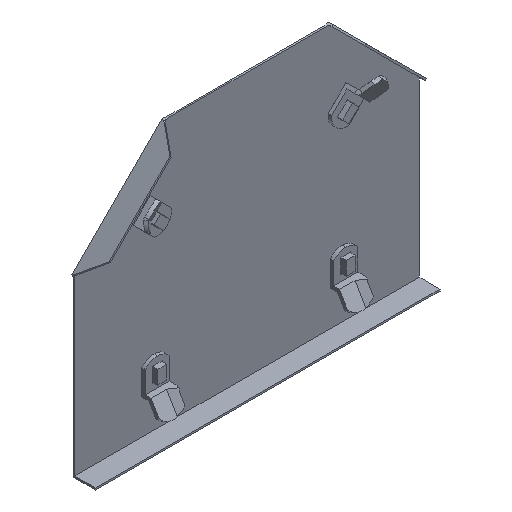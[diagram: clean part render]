
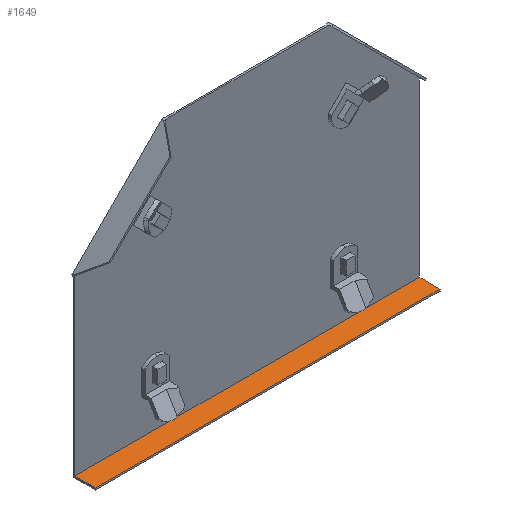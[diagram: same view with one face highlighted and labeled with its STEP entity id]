
A CAD part, isometric view. The second image highlights one B-rep face of the part: STEP entity #1649.
In plain terms, the highlighted planar face has unit normal (0, 0, 1).
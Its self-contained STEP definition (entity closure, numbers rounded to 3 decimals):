
#70 = VECTOR ( 'NONE', #1372, 1000. ) ;
#93 = CARTESIAN_POINT ( 'NONE',  ( -100., 69.599, -70.4 ) ) ;
#177 = VECTOR ( 'NONE', #2684, 1000. ) ;
#190 = CARTESIAN_POINT ( 'NONE',  ( 0., 69.599, -70.4 ) ) ;
#248 = LINE ( 'NONE', #2879, #70 ) ;
#268 = CARTESIAN_POINT ( 'NONE',  ( 100., -2., -70.4 ) ) ;
#270 = VERTEX_POINT ( 'NONE', #2166 ) ;
#317 = DIRECTION ( 'NONE',  ( 0., 1., 0. ) ) ;
#350 = EDGE_CURVE ( 'NONE', #2063, #1779, #2258, .T. ) ;
#407 = EDGE_CURVE ( 'NONE', #442, #2769, #248, .T. ) ;
#442 = VERTEX_POINT ( 'NONE', #1107 ) ;
#495 = LINE ( 'NONE', #1761, #648 ) ;
#584 = DIRECTION ( 'NONE',  ( -1., 0., 0. ) ) ;
#648 = VECTOR ( 'NONE', #2686, 1000. ) ;
#649 = PLANE ( 'NONE',  #2841 ) ;
#657 = DIRECTION ( 'NONE',  ( 0., 0., 1. ) ) ;
#775 = VECTOR ( 'NONE', #317, 1000. ) ;
#859 = EDGE_LOOP ( 'NONE', ( #1876, #917, #2135, #2728, #2210, #1143 ) ) ;
#917 = ORIENTED_EDGE ( 'NONE', *, *, #1958, .T. ) ;
#1018 = FACE_OUTER_BOUND ( 'NONE', #859, .T. ) ;
#1050 = CARTESIAN_POINT ( 'NONE',  ( 0., -1., -70.4 ) ) ;
#1107 = CARTESIAN_POINT ( 'NONE',  ( -100., -13.001, -70.4 ) ) ;
#1143 = ORIENTED_EDGE ( 'NONE', *, *, #2763, .F. ) ;
#1367 = CARTESIAN_POINT ( 'NONE',  ( 100., 116.957, -70.4 ) ) ;
#1372 = DIRECTION ( 'NONE',  ( 0., 1., 0. ) ) ;
#1584 = CARTESIAN_POINT ( 'NONE',  ( 100., -1., -70.4 ) ) ;
#1649 = ADVANCED_FACE ( 'NONE', ( #1018 ), #649, .T. ) ;
#1761 = CARTESIAN_POINT ( 'NONE',  ( -100., -13.001, -70.4 ) ) ;
#1779 = VERTEX_POINT ( 'NONE', #1990 ) ;
#1783 = CARTESIAN_POINT ( 'NONE',  ( -100., -2., -70.4 ) ) ;
#1829 = CARTESIAN_POINT ( 'NONE',  ( 100., -2., -70.4 ) ) ;
#1838 = LINE ( 'NONE', #1050, #2121 ) ;
#1876 = ORIENTED_EDGE ( 'NONE', *, *, #350, .F. ) ;
#1958 = EDGE_CURVE ( 'NONE', #2063, #2843, #2113, .T. ) ;
#1990 = CARTESIAN_POINT ( 'NONE',  ( 100., -13.001, -70.4 ) ) ;
#2050 = EDGE_CURVE ( 'NONE', #2769, #270, #2500, .T. ) ;
#2063 = VERTEX_POINT ( 'NONE', #1829 ) ;
#2113 = LINE ( 'NONE', #268, #2473 ) ;
#2121 = VECTOR ( 'NONE', #584, 1000. ) ;
#2135 = ORIENTED_EDGE ( 'NONE', *, *, #2567, .T. ) ;
#2166 = CARTESIAN_POINT ( 'NONE',  ( -100., -1., -70.4 ) ) ;
#2210 = ORIENTED_EDGE ( 'NONE', *, *, #407, .F. ) ;
#2258 = LINE ( 'NONE', #1367, #177 ) ;
#2385 = DIRECTION ( 'NONE',  ( 0., -1., 0. ) ) ;
#2473 = VECTOR ( 'NONE', #2479, 1000. ) ;
#2479 = DIRECTION ( 'NONE',  ( 0., 1., 0. ) ) ;
#2500 = LINE ( 'NONE', #93, #775 ) ;
#2567 = EDGE_CURVE ( 'NONE', #2843, #270, #1838, .T. ) ;
#2684 = DIRECTION ( 'NONE',  ( 0., -1., 0. ) ) ;
#2686 = DIRECTION ( 'NONE',  ( -1., 0., 0. ) ) ;
#2728 = ORIENTED_EDGE ( 'NONE', *, *, #2050, .F. ) ;
#2763 = EDGE_CURVE ( 'NONE', #1779, #442, #495, .T. ) ;
#2769 = VERTEX_POINT ( 'NONE', #1783 ) ;
#2841 = AXIS2_PLACEMENT_3D ( 'NONE', #190, #657, #2385 ) ;
#2843 = VERTEX_POINT ( 'NONE', #1584 ) ;
#2879 = CARTESIAN_POINT ( 'NONE',  ( -100., 116.957, -70.4 ) ) ;
